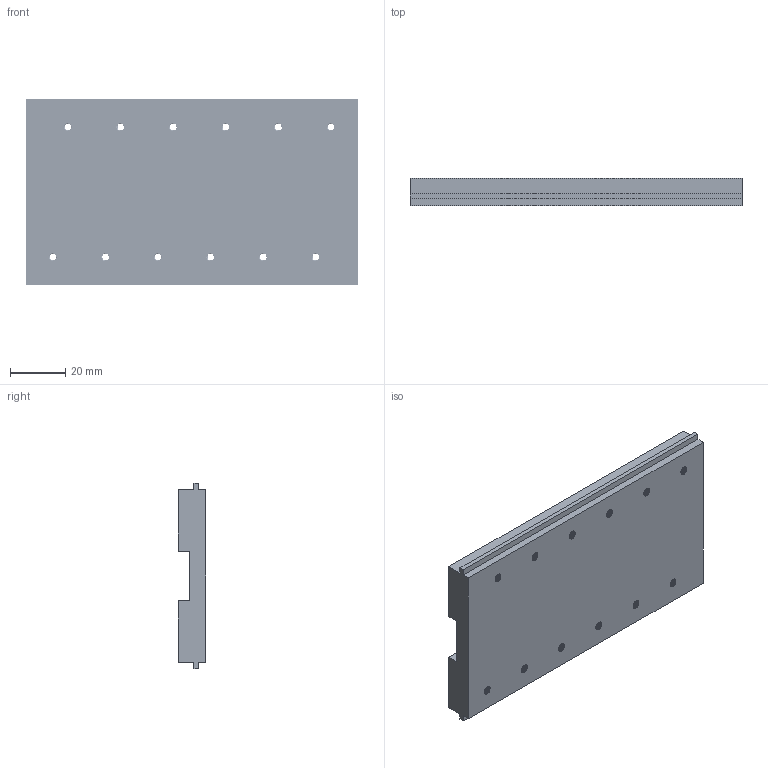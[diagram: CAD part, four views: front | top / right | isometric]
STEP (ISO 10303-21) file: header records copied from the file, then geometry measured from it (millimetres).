
FILE_DESCRIPTION(/* description */ (''),/* implementation_level */ '2;1');
FILE_NAME(/* name */ 'Heatsink v1.stp',/* time_stamp */ '2016-11-08T00:25:22+00:00',/* author */ (''),/* organization */ (''),/* preprocessor_version */ 'ST-DEVELOPER v16.5',/* originating_system */ 'Autodesk Translation Framework v5.2.0.2031',/* authorisation */ '');
FILE_SCHEMA (('AUTOMOTIVE_DESIGN { 1 0 10303 214 3 1 1 }'));
Length unit declared in the file: centimetre
Products named in the file (1): Heatsink
Bounding box: 120 x 10 x 66.95 mm (x, y, z)
Volume: 66328.8 mm3; surface area: 22144.6 mm2
Topology: 1 solids, 1 shells, 66 faces, 192 edges, 128 vertices
Faces by surface type: cylinder 24, bspline 24, plane 18
Entity records: 27127 total; most frequent: CARTESIAN_POINT 25515, ORIENTED_EDGE 384, DIRECTION 230, EDGE_CURVE 192, VERTEX_POINT 128, B_SPLINE_CURVE_WITH_KNOTS 96, AXIS2_PLACEMENT_3D 91, EDGE_LOOP 90
